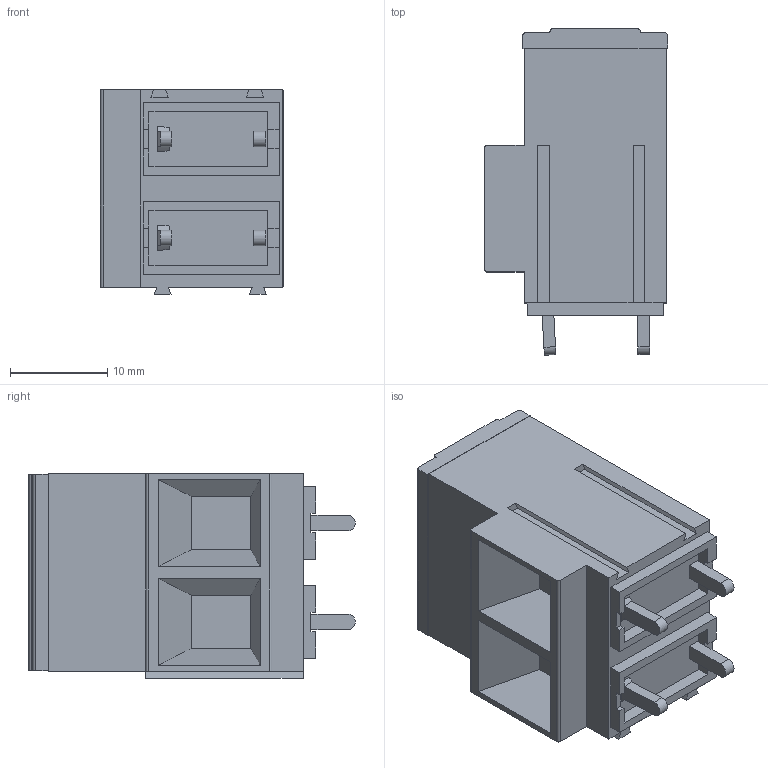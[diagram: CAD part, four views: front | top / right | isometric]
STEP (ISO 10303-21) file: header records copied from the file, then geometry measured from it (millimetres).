
FILE_DESCRIPTION((''),'2;1');
FILE_NAME('DG135T-10_16-03P-1Y-00AH','2020-05-16T',('Administrator'),(''),'CREO PARAMETRIC BY PTC INC, 2015200','CREO PARAMETRIC BY PTC INC, 2015200','');
FILE_SCHEMA(('AUTOMOTIVE_DESIGN { 1 0 10303 214 1 1 1 1 }'));
Length unit declared in the file: millimetre
Products named in the file (1): DG135T-10_16-03P-1Y-00AH
Bounding box: 18.85 x 33.55 x 21.05 mm (x, y, z)
Volume: 8521.7 mm3; surface area: 3944.8 mm2
Topology: 1 solids, 2 shells, 470 faces, 1326 edges, 884 vertices
Faces by surface type: plane 436, cylinder 30, torus 4
Entity records: 15104 total; most frequent: CARTESIAN_POINT 2810, ORIENTED_EDGE 2652, DIRECTION 2330, EDGE_CURVE 1326, VECTOR 1214, LINE 1214, VERTEX_POINT 884, AXIS2_PLACEMENT_3D 558
